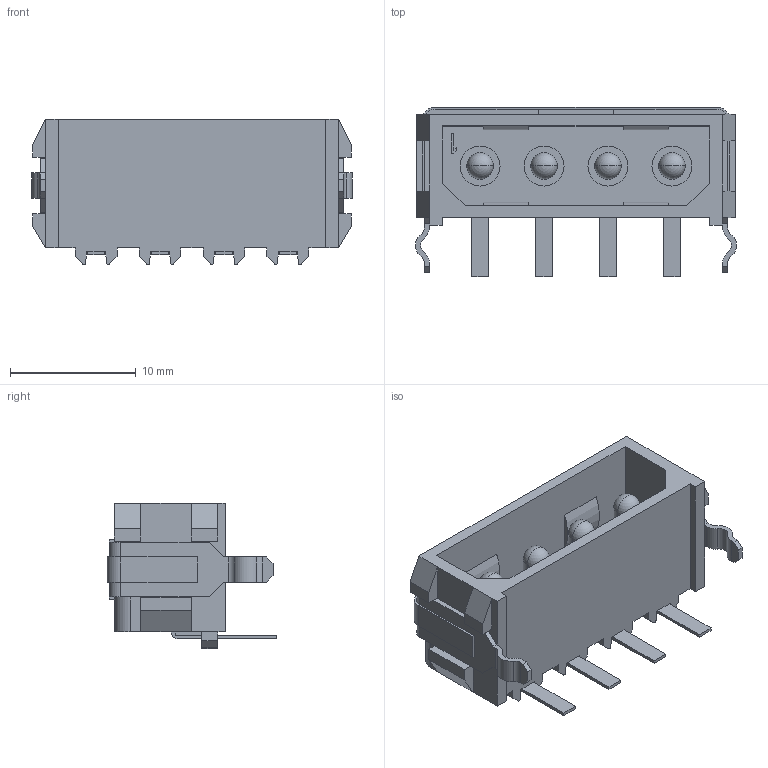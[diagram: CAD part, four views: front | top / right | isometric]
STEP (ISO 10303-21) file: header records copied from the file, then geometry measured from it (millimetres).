
FILE_DESCRIPTION((''),'2;1');
FILE_NAME('C-0174552-01-3','2007-09-04T',('workeradm'),('Tyco Electronics Corporation'),'PRO/ENGINEER BY PARAMETRIC TECHNOLOGY CORPORATION, 2005450','PRO/ENGINEER BY PARAMETRIC TECHNOLOGY CORPORATION, 2005450','');
FILE_SCHEMA(('CONFIG_CONTROL_DESIGN', 'GEOMETRIC_VALIDATION_PROPERTIES_MIM'));
Length unit declared in the file: millimetre
Products named in the file (1): C-0174552-01-3
Bounding box: 25.49 x 13.47 x 11.52 mm (x, y, z)
Volume: 1178.3 mm3; surface area: 1884.5 mm2
Topology: 1 solids, 1 shells, 245 faces, 669 edges, 432 vertices
Faces by surface type: plane 185, cylinder 52, sphere 8
Entity records: 7728 total; most frequent: CARTESIAN_POINT 1339, ORIENTED_EDGE 1322, DIRECTION 1263, EDGE_CURVE 661, VECTOR 549, LINE 549, VERTEX_POINT 432, AXIS2_PLACEMENT_3D 357
